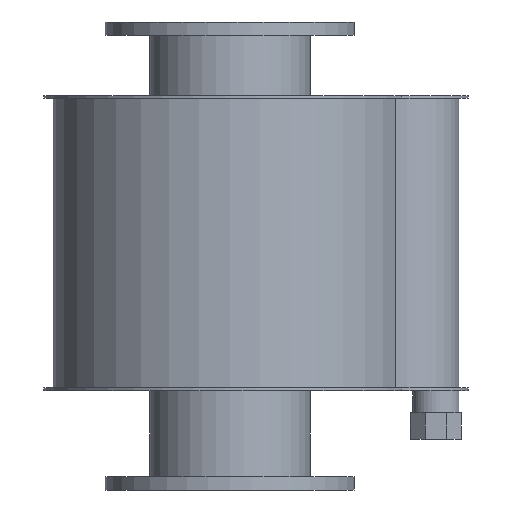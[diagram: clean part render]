
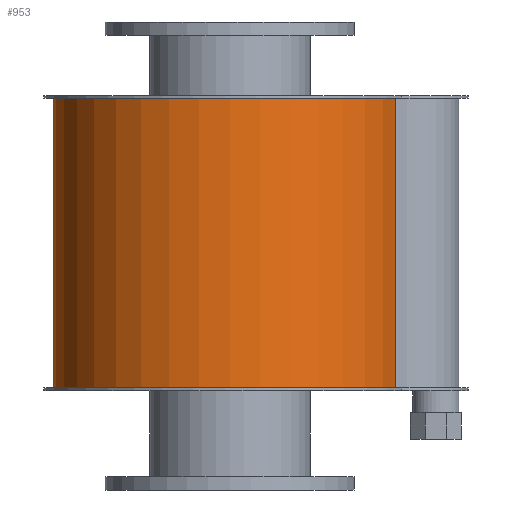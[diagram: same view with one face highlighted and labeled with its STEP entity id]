
A CAD part, left-side view. The second image highlights one B-rep face of the part: STEP entity #953.
In plain terms, the highlighted cylindrical face has radius 185 mm (diameter 370 mm), a full revolution.
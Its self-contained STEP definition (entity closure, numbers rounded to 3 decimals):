
#204=FACE_BOUND('',#397,.T.);
#267=FACE_OUTER_BOUND('',#396,.T.);
#396=EDGE_LOOP('',(#854));
#397=EDGE_LOOP('',(#855));
#466=CIRCLE('',#1092,185.);
#467=CIRCLE('',#1093,185.);
#552=VERTEX_POINT('',#1638);
#553=VERTEX_POINT('',#1640);
#654=EDGE_CURVE('',#552,#552,#466,.T.);
#655=EDGE_CURVE('',#553,#553,#467,.T.);
#854=ORIENTED_EDGE('',*,*,#654,.T.);
#855=ORIENTED_EDGE('',*,*,#655,.F.);
#892=CYLINDRICAL_SURFACE('',#1091,185.);
#953=ADVANCED_FACE('',(#267,#204),#892,.T.);
#1091=AXIS2_PLACEMENT_3D('',#1637,#1382,#1383);
#1092=AXIS2_PLACEMENT_3D('',#1639,#1384,#1385);
#1093=AXIS2_PLACEMENT_3D('',#1641,#1386,#1387);
#1382=DIRECTION('center_axis',(0.,0.,1.));
#1383=DIRECTION('ref_axis',(-1.,0.,0.));
#1384=DIRECTION('center_axis',(0.,0.,-1.));
#1385=DIRECTION('ref_axis',(-1.,0.,0.));
#1386=DIRECTION('center_axis',(0.,0.,-1.));
#1387=DIRECTION('ref_axis',(-1.,0.,0.));
#1637=CARTESIAN_POINT('Origin',(0.,0.,0.));
#1638=CARTESIAN_POINT('',(185.,0.,303.));
#1639=CARTESIAN_POINT('Origin',(0.,0.,303.));
#1640=CARTESIAN_POINT('',(185.,0.,0.));
#1641=CARTESIAN_POINT('Origin',(0.,0.,0.));
